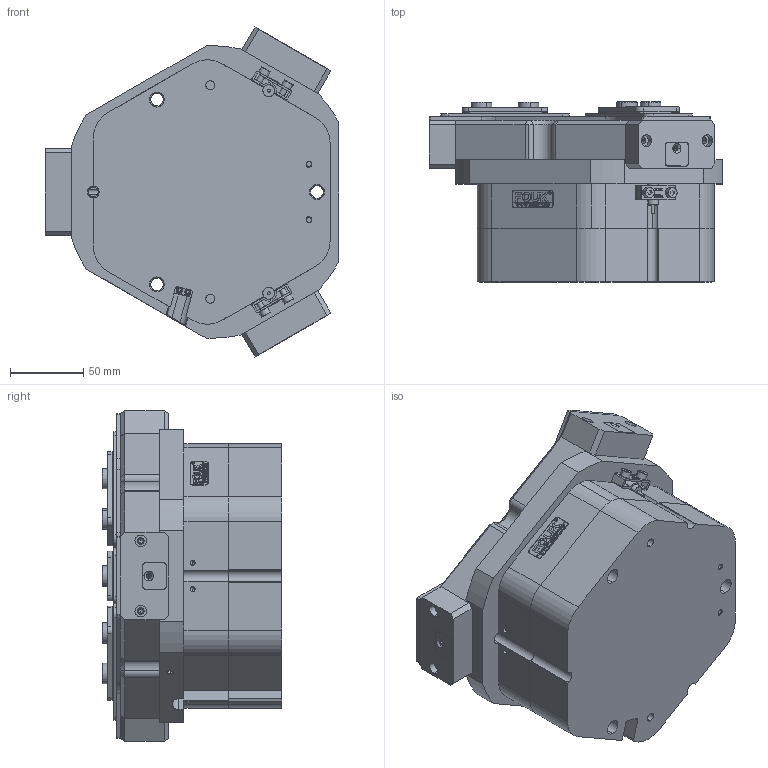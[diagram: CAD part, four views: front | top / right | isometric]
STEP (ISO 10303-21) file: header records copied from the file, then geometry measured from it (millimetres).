
FILE_DESCRIPTION (( 'STEP AP203' ), '1' );
FILE_NAME ('FZ125-200-P-NO.STEP', '2025-03-28T05:06:03', ( 'USER-' ), ( 'Microsoft' ), 'SwSTEP 2.0', 'SolidWorks 2018', '' );
FILE_SCHEMA (( 'CONFIG_CONTROL_DESIGN' ));
Length unit declared in the file: millimetre
Products named in the file (17): TZT125-200-M-14 忒硌薊啣; 内六角圆柱头螺钉[GBT70_1-2008][M4×12]_M4×12; 20241226-M4 M4換覜ん揤輸; TZT125-200-M-11 奻葡裔啣; TZT125-200-M-02 賑輸-1; TZT125-200-M-12 耜猾极; TZ55-94-M-15 耜猾苤裔; FZ125-200-FC; FZ125-200-P-NO; 32x12-R2; TZT125-200-M-13 痄雄結啣; TZT125-200-M-01 褲极; 电容传感器-1; ﾏ擎ﾗ14｡ﾁ10｡ﾁ8; 棠羲換覜ん; 覜聆假蚾极-1; TZT125-200-M-NO-05 赻坶菁裔啣-1
Assembly tree (45 placements, depth 3):
  FZ125-200-P-NO
    TZT125-200-M-12 耜猾极  x3
    TZ55-94-M-15 耜猾苤裔  x3
    TZT125-200-M-14 忒硌薊啣  x3
    TZT125-200-M-13 痄雄結啣  x3
    TZT125-200-M-11 奻葡裔啣
    FZ125-200-FC
      TZT125-200-M-02 賑輸-1  x3
      覜聆假蚾极-1  x3
      电容传感器-1  x2
      TZT125-200-M-01 褲极
      32x12-R2
      棠羲換覜ん  x2
      ﾏ擎ﾗ14｡ﾁ10｡ﾁ8  x6
      20241226-M4 M4換覜ん揤輸  x2
      内六角圆柱头螺钉[GBT70_1-2008][M4×12]_M4×12  x4
    ﾏ擎ﾗ14｡ﾁ10｡ﾁ8  x6
    TZT125-200-M-NO-05 赻坶菁裔啣-1
Bounding box: 201 x 123 x 225.72 mm (x, y, z)
Volume: 2631554.5 mm3; surface area: 370588.2 mm2
Topology: 44 solids, 47 shells, 2623 faces, 6857 edges, 4412 vertices
Faces by surface type: plane 1247, cylinder 696, bspline 379, cone 273, torus 28
Entity records: 61659 total; most frequent: CARTESIAN_POINT 19794, ORIENTED_EDGE 8526, DIRECTION 7455, EDGE_CURVE 4263, VERTEX_POINT 2784, LINE 2749, VECTOR 2749, AXIS2_PLACEMENT_3D 2353
